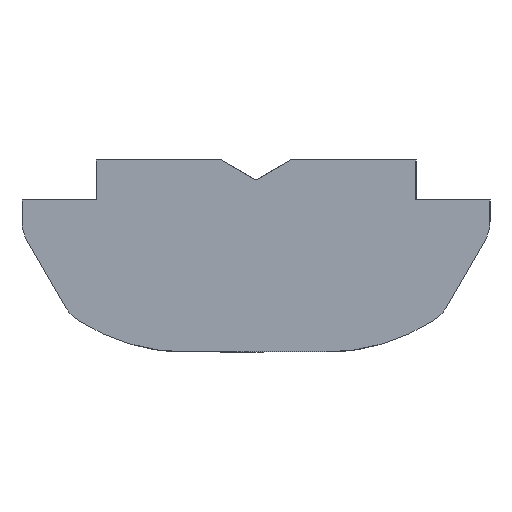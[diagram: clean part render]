
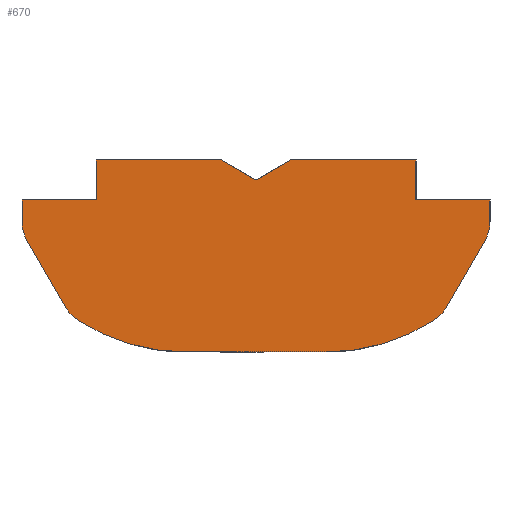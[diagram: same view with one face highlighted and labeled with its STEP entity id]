
A CAD part, left-side view. The second image highlights one B-rep face of the part: STEP entity #670.
In plain terms, the highlighted planar face has unit normal (-1, 0, 0).
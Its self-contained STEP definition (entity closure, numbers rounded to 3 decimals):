
#34=PLANE('',#764);
#85=FACE_OUTER_BOUND('',#120,.T.);
#120=EDGE_LOOP('',(#593,#594,#595,#596,#597,#598,#599,#600,#601,#602,#603,
#604,#605,#606,#607,#608,#609,#610,#611));
#132=LINE('',#1084,#191);
#146=LINE('',#1123,#205);
#148=LINE('',#1127,#207);
#150=LINE('',#1131,#209);
#156=LINE('',#1152,#215);
#160=LINE('',#1167,#219);
#164=LINE('',#1179,#223);
#167=LINE('',#1185,#226);
#169=LINE('',#1188,#228);
#176=LINE('',#1202,#235);
#179=LINE('',#1208,#238);
#182=LINE('',#1214,#241);
#184=LINE('',#1217,#243);
#191=VECTOR('',#826,1.);
#205=VECTOR('',#870,1.);
#207=VECTOR('',#874,1.);
#209=VECTOR('',#878,1.);
#215=VECTOR('',#898,1.);
#219=VECTOR('',#916,1.);
#223=VECTOR('',#928,1.);
#226=VECTOR('',#933,1.);
#228=VECTOR('',#937,1.);
#235=VECTOR('',#950,1.);
#238=VECTOR('',#955,1.);
#241=VECTOR('',#960,1.);
#243=VECTOR('',#964,1.);
#259=CIRCLE('',#726,5.);
#263=CIRCLE('',#740,5.);
#265=CIRCLE('',#743,1.);
#267=CIRCLE('',#747,1.);
#269=CIRCLE('',#750,1.);
#271=CIRCLE('',#754,1.);
#294=VERTEX_POINT('',#1081);
#295=VERTEX_POINT('',#1083);
#299=VERTEX_POINT('',#1099);
#300=VERTEX_POINT('',#1101);
#305=VERTEX_POINT('',#1121);
#306=VERTEX_POINT('',#1125);
#307=VERTEX_POINT('',#1129);
#309=VERTEX_POINT('',#1135);
#312=VERTEX_POINT('',#1142);
#313=VERTEX_POINT('',#1144);
#315=VERTEX_POINT('',#1150);
#317=VERTEX_POINT('',#1159);
#319=VERTEX_POINT('',#1165);
#321=VERTEX_POINT('',#1171);
#323=VERTEX_POINT('',#1177);
#325=VERTEX_POINT('',#1183);
#329=VERTEX_POINT('',#1200);
#331=VERTEX_POINT('',#1206);
#333=VERTEX_POINT('',#1212);
#363=EDGE_CURVE('',#294,#295,#132,.T.);
#373=EDGE_CURVE('',#300,#299,#259,.T.);
#384=EDGE_CURVE('',#305,#294,#146,.T.);
#386=EDGE_CURVE('',#306,#305,#148,.T.);
#388=EDGE_CURVE('',#307,#299,#150,.T.);
#391=EDGE_CURVE('',#307,#309,#263,.T.);
#394=EDGE_CURVE('',#313,#312,#265,.T.);
#398=EDGE_CURVE('',#315,#312,#156,.T.);
#400=EDGE_CURVE('',#315,#300,#267,.T.);
#403=EDGE_CURVE('',#309,#317,#269,.T.);
#406=EDGE_CURVE('',#319,#317,#160,.T.);
#409=EDGE_CURVE('',#319,#321,#271,.T.);
#412=EDGE_CURVE('',#323,#321,#164,.T.);
#415=EDGE_CURVE('',#325,#323,#167,.T.);
#417=EDGE_CURVE('',#295,#325,#169,.T.);
#424=EDGE_CURVE('',#329,#306,#176,.T.);
#427=EDGE_CURVE('',#331,#329,#179,.T.);
#430=EDGE_CURVE('',#333,#331,#182,.T.);
#432=EDGE_CURVE('',#313,#333,#184,.T.);
#593=ORIENTED_EDGE('',*,*,#432,.F.);
#594=ORIENTED_EDGE('',*,*,#394,.T.);
#595=ORIENTED_EDGE('',*,*,#398,.F.);
#596=ORIENTED_EDGE('',*,*,#400,.T.);
#597=ORIENTED_EDGE('',*,*,#373,.T.);
#598=ORIENTED_EDGE('',*,*,#388,.F.);
#599=ORIENTED_EDGE('',*,*,#391,.T.);
#600=ORIENTED_EDGE('',*,*,#403,.T.);
#601=ORIENTED_EDGE('',*,*,#406,.F.);
#602=ORIENTED_EDGE('',*,*,#409,.T.);
#603=ORIENTED_EDGE('',*,*,#412,.F.);
#604=ORIENTED_EDGE('',*,*,#415,.F.);
#605=ORIENTED_EDGE('',*,*,#417,.F.);
#606=ORIENTED_EDGE('',*,*,#363,.F.);
#607=ORIENTED_EDGE('',*,*,#384,.F.);
#608=ORIENTED_EDGE('',*,*,#386,.F.);
#609=ORIENTED_EDGE('',*,*,#424,.F.);
#610=ORIENTED_EDGE('',*,*,#427,.F.);
#611=ORIENTED_EDGE('',*,*,#430,.F.);
#670=ADVANCED_FACE('',(#85),#34,.T.);
#726=AXIS2_PLACEMENT_3D('',#1102,#844,#845);
#740=AXIS2_PLACEMENT_3D('',#1137,#884,#885);
#743=AXIS2_PLACEMENT_3D('',#1145,#891,#892);
#747=AXIS2_PLACEMENT_3D('',#1155,#903,#904);
#750=AXIS2_PLACEMENT_3D('',#1161,#910,#911);
#754=AXIS2_PLACEMENT_3D('',#1173,#922,#923);
#764=AXIS2_PLACEMENT_3D('',#1218,#965,#966);
#826=DIRECTION('',(0.,-1.,0.));
#844=DIRECTION('center_axis',(-1.,0.,0.));
#845=DIRECTION('ref_axis',(0.,0.539,-0.843));
#870=DIRECTION('',(0.,-0.866,0.5));
#874=DIRECTION('',(0.,-0.866,-0.5));
#878=DIRECTION('',(0.,1.,0.));
#884=DIRECTION('center_axis',(-1.,0.,0.));
#885=DIRECTION('ref_axis',(0.,0.,-1.));
#891=DIRECTION('center_axis',(-1.,0.,0.));
#892=DIRECTION('ref_axis',(0.,1.,0.));
#898=DIRECTION('',(0.,0.5,0.866));
#903=DIRECTION('center_axis',(-1.,0.,0.));
#904=DIRECTION('ref_axis',(0.,0.866,-0.5));
#910=DIRECTION('center_axis',(-1.,0.,0.));
#911=DIRECTION('ref_axis',(0.,-0.539,-0.843));
#916=DIRECTION('',(0.,0.5,-0.866));
#922=DIRECTION('center_axis',(-1.,0.,0.));
#923=DIRECTION('ref_axis',(0.,-0.866,-0.5));
#928=DIRECTION('',(0.,0.,-1.));
#933=DIRECTION('',(0.,-1.,0.));
#937=DIRECTION('',(0.,0.,-1.));
#950=DIRECTION('',(0.,-1.,0.));
#955=DIRECTION('',(0.,0.,1.));
#960=DIRECTION('',(0.,-1.,0.));
#964=DIRECTION('',(0.,0.,1.));
#965=DIRECTION('center_axis',(-1.,0.,0.));
#966=DIRECTION('ref_axis',(0.,-1.,0.));
#1081=CARTESIAN_POINT('',(0.,3.134,1.));
#1083=CARTESIAN_POINT('',(0.,0.,1.));
#1084=CARTESIAN_POINT('',(0.,3.134,1.));
#1099=CARTESIAN_POINT('',(0.,5.75,-3.8));
#1101=CARTESIAN_POINT('',(0.,8.443,-3.013));
#1102=CARTESIAN_POINT('Origin',(0.,5.75,1.2));
#1121=CARTESIAN_POINT('',(0.,4.,0.5));
#1123=CARTESIAN_POINT('',(0.,4.,0.5));
#1125=CARTESIAN_POINT('',(0.,4.866,1.));
#1127=CARTESIAN_POINT('',(0.,4.866,1.));
#1129=CARTESIAN_POINT('',(0.,2.25,-3.8));
#1131=CARTESIAN_POINT('',(0.,2.25,-3.8));
#1135=CARTESIAN_POINT('',(0.,-0.443,-3.013));
#1137=CARTESIAN_POINT('Origin',(0.,2.25,1.2));
#1142=CARTESIAN_POINT('',(0.,9.716,-1.032));
#1144=CARTESIAN_POINT('',(0.,9.85,-0.532));
#1145=CARTESIAN_POINT('Origin',(0.,8.85,-0.532));
#1150=CARTESIAN_POINT('',(0.,8.77,-2.67));
#1152=CARTESIAN_POINT('',(0.,8.77,-2.67));
#1155=CARTESIAN_POINT('Origin',(0.,7.904,-2.17));
#1159=CARTESIAN_POINT('',(0.,-0.77,-2.67));
#1161=CARTESIAN_POINT('Origin',(0.,0.096,-2.17));
#1165=CARTESIAN_POINT('',(0.,-1.716,-1.032));
#1167=CARTESIAN_POINT('',(0.,-1.716,-1.032));
#1171=CARTESIAN_POINT('',(0.,-1.85,-0.532));
#1173=CARTESIAN_POINT('Origin',(0.,-0.85,-0.532));
#1177=CARTESIAN_POINT('',(0.,-1.85,0.));
#1179=CARTESIAN_POINT('',(0.,-1.85,0.));
#1183=CARTESIAN_POINT('',(0.,0.,0.));
#1185=CARTESIAN_POINT('',(0.,0.,0.));
#1188=CARTESIAN_POINT('',(0.,0.,1.));
#1200=CARTESIAN_POINT('',(0.,8.,1.));
#1202=CARTESIAN_POINT('',(0.,8.,1.));
#1206=CARTESIAN_POINT('',(0.,8.,0.));
#1208=CARTESIAN_POINT('',(0.,8.,0.));
#1212=CARTESIAN_POINT('',(0.,9.85,0.));
#1214=CARTESIAN_POINT('',(0.,9.85,0.));
#1217=CARTESIAN_POINT('',(0.,9.85,-0.532));
#1218=CARTESIAN_POINT('Origin',(0.,4.,-1.18));
